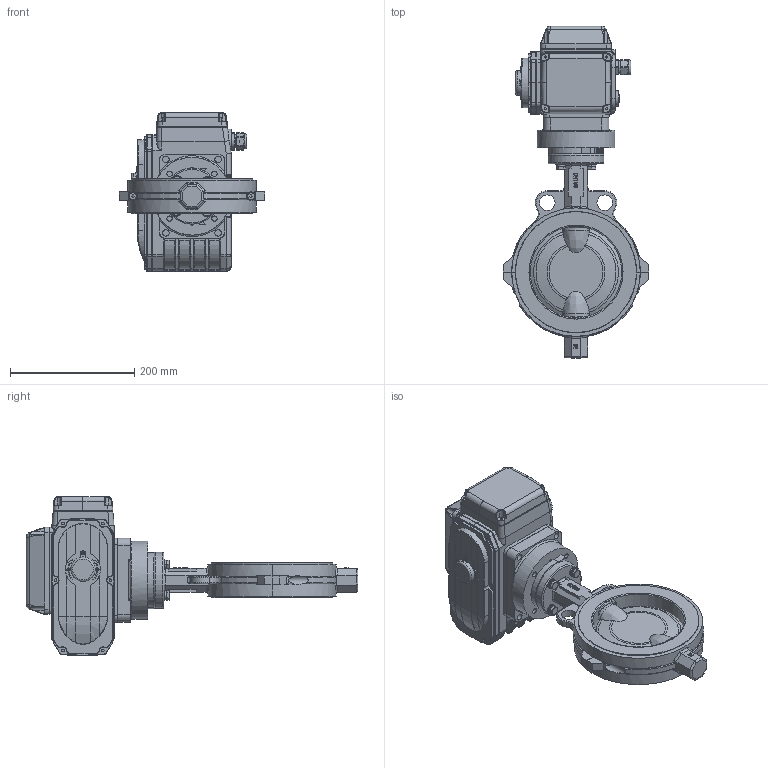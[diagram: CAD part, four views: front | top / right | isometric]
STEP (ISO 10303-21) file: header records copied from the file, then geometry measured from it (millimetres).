
FILE_DESCRIPTION(/* description */ ('Unknown','CAx-IF Rec.Pracs.---Representation and Presentation of Product Manufacturing Information (PMI)---4.0---2014-10-13','CAx-IF Rec.Pracs.---3D Tessellated Geometry---0.4---2014-09-14','2;1'),/* implementation_level */ '2;1');
FILE_NAME(/* name */ 'AE11_AE12 5400-14',/* time_stamp */ '2023-11-29T12:09:14+01:00',/* author */ ('Unknown'),/* organization */ ('Unknown'),/* preprocessor_version */ 'ST-DEVELOPER v18.102',/* originating_system */ 'Solid Edge',/* authorisation */ 'Unknown');
FILE_SCHEMA (('AP242_MANAGED_MODEL_BASED_3D_ENGINEERING_MIM_LF { 1 0 10303 442 1 1 4 }'));
Length unit declared in the file: millimetre
Products named in the file (65): AE11_AE125400-14; 5.400.150; ________PTFE DN150 ______; ________PTFE DN150 _______0; ________PTFE DN150 _______2; ________PTFE DN150 _______6; ________PTFE DN150 _______7; ________PTFE DN150 _______9; ________PTFE DN150 _______11; ________PTFE DN150 _______12; ________PTFE DN150 _______13; ________PTFE DN150 _______16; ________PTFE DN150 _______18; ________PTFE DN150 _______19; ________PTFE DN150 _______20; ________PTFE DN150 _______22; ________PTFE DN150 _______23; ________PTFE DN150 _______24; ________PTFE DN150 _______32; ________PTFE DN150 _______34; ________PTFE DN150 _______36; ________PTFE DN150 _______39; ________PTFE DN150 _______47; Raster DN40- DN150; AE11-AE16_(AE200_AE400_AE600); NQ40-007 秶郘裔蝶菜; NQ10-035 噩え; TC20X12X7; 盄坶2; NQ40-006 萇蚾裔蝶菜; M倰假蚾啣; NQ40-002A驱动盖(改); NQ10-037 忒雄紱釬諳裔; NQ10-033 硌渀; 盄黑; M型电动执行器直装平视20190829; NQ40-001 眊极; 驱动盖部装(改); NQ40-002A驱动盖(改)_0; NQ40-005驱动盖胶垫 ...
Assembly tree (67 placements, depth 5):
  AE11_AE125400-14
    5.400.150
      ________PTFE DN150 ______
      ________PTFE DN150 _______0
      ________PTFE DN150 _______2
      ________PTFE DN150 _______6
      ________PTFE DN150 _______7
      ________PTFE DN150 _______9
      ________PTFE DN150 _______11
      ________PTFE DN150 _______12
      ________PTFE DN150 _______13
      ________PTFE DN150 _______16
      ________PTFE DN150 _______18
      ________PTFE DN150 _______19
      ________PTFE DN150 _______20
      ________PTFE DN150 _______22
      ________PTFE DN150 _______23
      ________PTFE DN150 _______24
      ________PTFE DN150 _______32
      ________PTFE DN150 _______34
      ________PTFE DN150 _______36
      ________PTFE DN150 _______39
      ________PTFE DN150 _______47
    Raster DN40- DN150
    AE11-AE16_(AE200_AE400_AE600)
      NQ40-007 秶郘裔蝶菜
      NQ10-035 噩え
      TC20X12X7
      盄坶2
      NQ40-006 萇蚾裔蝶菜
      M倰假蚾啣
      NQ40-002A驱动盖(改)
      NQ10-037 忒雄紱釬諳裔
      NQ10-033 硌渀
      盄黑
      M型电动执行器直装平视20190829
        NQ40-001 眊极
        驱动盖部装(改)
          NQ40-002A驱动盖(改)_0
          NQ40-005驱动盖胶垫
          TC20X12X7_0
        NQ10-033 硌渀_0
        萇蚾裔窒蚾
          NQ40-003 萇蚾裔
          NQ40-006 萇蚾裔蝶菜_0
        秶郘裔窒蚾
          NQ40-004 秶郘裔
          NQ40-007 秶郘裔蝶菜_0
        NQ10-037 忒雄紱釬諳裔_0
        盄坶
          盄坶1
          盄坶2_0
        盄黑_0
        M倰薊粣ん
        M倰假蚾啣_0
        NQ10-034 梓僅啣
        NQ10-035 噩え_0
      NQ40-004 秶郘裔_0
      NQ10-034 梓僅啣_0
      NQ40-005驱动盖胶垫_0
Bounding box: 234 x 533.5 x 255.5 mm (x, y, z)
Volume: 5044783.2 mm3; surface area: 807489.8 mm2
Topology: 43 solids, 43 shells, 2804 faces, 7107 edges, 4471 vertices
Faces by surface type: plane 1074, cylinder 931, bspline 288, torus 268, cone 200, sphere 43
Full cylindrical faces by diameter (mm): 2.5 x8, 3.2 x2, 3.3 x4, 3.5 x1, 4 x8, 4.2 x11, 5.5 x14, 5.8 x14, 6.8 x12, 8 x63, 8.5 x10, 8.68 x4, 9 x4, 10 x4, 10.5 x4, 12 x1, 12.3 x1, 12.88 x4, 13 x4, 13.2 x1, 13.5 x1, 13.8 x1, 14 x3, 14.6 x2, 15 x1, 16 x5, 17.4 x1, 18 x1, 18.7 x1, 19 x2
Entity records: 97886 total; most frequent: CARTESIAN_POINT 32575, DIRECTION 13110, ORIENTED_EDGE 12790, EDGE_CURVE 6395, AXIS2_PLACEMENT_3D 4995, VERTEX_POINT 4297, FACE_BOUND 3480, EDGE_LOOP 3462
